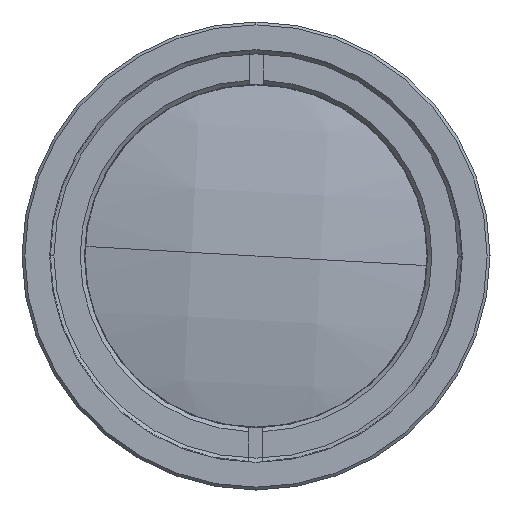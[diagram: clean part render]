
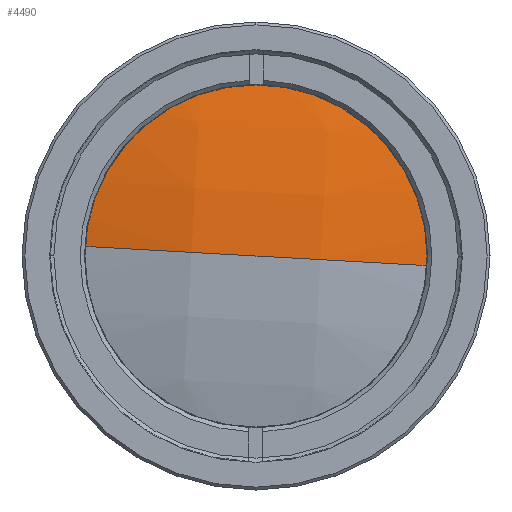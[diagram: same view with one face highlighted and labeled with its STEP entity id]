
A CAD part, left-side view. The second image highlights one B-rep face of the part: STEP entity #4490.
In plain terms, the highlighted free-form (B-spline) face has degree [3, 3] with [4, 4] control points.
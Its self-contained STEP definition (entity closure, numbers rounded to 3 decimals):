
#69 = DIRECTION ( 'NONE',  ( 0., 0.998, 0.056 ) ) ;
#415 = CARTESIAN_POINT ( 'NONE',  ( 13.838, 4.391, 4.914 ) ) ;
#894 = CARTESIAN_POINT ( 'NONE',  ( 16.834, -14.133, 8.081 ) ) ;
#1066 = CARTESIAN_POINT ( 'NONE',  ( 17.984, 12.9, 13.902 ) ) ;
#1080 = CIRCLE ( 'NONE', #5811, 52.689 ) ;
#1108 = CARTESIAN_POINT ( 'NONE',  ( 16.211, 13.479, 0.756 ) ) ;
#1146 = EDGE_CURVE ( 'NONE', #3061, #3108, #1080, .T. ) ;
#1512 = CARTESIAN_POINT ( 'NONE',  ( 16.254, 13.388, 5.207 ) ) ;
#1602 = CARTESIAN_POINT ( 'NONE',  ( 13.838, -4.913, 4.392 ) ) ;
#2075 = CARTESIAN_POINT ( 'NONE',  ( 16.834, 13.141, 9.611 ) ) ;
#2302 = DIRECTION ( 'NONE',  ( 0., 0.998, 0.056 ) ) ;
#2349 = DIRECTION ( 'NONE',  ( 0., -0.056, 0.998 ) ) ;
#2716 = DIRECTION ( 'NONE',  ( -1., 0., 0. ) ) ;
#3061 = VERTEX_POINT ( 'NONE', #1108 ) ;
#3096 = ORIENTED_EDGE ( 'NONE', *, *, #8245, .T. ) ;
#3108 = VERTEX_POINT ( 'NONE', #4473 ) ;
#3242 = CARTESIAN_POINT ( 'NONE',  ( 14.446, -5.171, 9.005 ) ) ;
#4240 = FACE_OUTER_BOUND ( 'NONE', #7061, .T. ) ;
#4278 = CARTESIAN_POINT ( 'NONE',  ( 16.211, 0., 0. ) ) ;
#4401 = CARTESIAN_POINT ( 'NONE',  ( 16.254, -13.637, -0.765 ) ) ;
#4473 = CARTESIAN_POINT ( 'NONE',  ( 16.211, -13.479, -0.756 ) ) ;
#4490 = ADVANCED_FACE ( 'NONE', ( #4240 ), #5996, .T. ) ;
#4905 = AXIS2_PLACEMENT_3D ( 'NONE', #4278, #2716, #69 ) ;
#5361 = CARTESIAN_POINT ( 'NONE',  ( 17.984, -14.374, 12.371 ) ) ;
#5811 = AXIS2_PLACEMENT_3D ( 'NONE', #7201, #2349, #2302 ) ;
#5968 = CARTESIAN_POINT ( 'NONE',  ( 13.838, -4.652, -0.261 ) ) ;
#5996 =( BOUNDED_SURFACE ( )  B_SPLINE_SURFACE ( 3, 3, ( 
 ( #7898, #1512, #2075, #1066 ),
 ( #6830, #415, #8919, #7505 ),
 ( #5968, #1602, #3242, #6015 ),
 ( #4401, #8880, #894, #5361 ) ),
 .UNSPECIFIED., .F., .F., .F. ) 
 B_SPLINE_SURFACE_WITH_KNOTS ( ( 4, 4 ),
 ( 4, 4 ),
 ( 0., 1. ),
 ( 0., 1. ),
 .UNSPECIFIED. ) 
 GEOMETRIC_REPRESENTATION_ITEM ( )  RATIONAL_B_SPLINE_SURFACE ( (
 ( 1., 0.994, 0.994, 1.),
 ( 0.977, 0.972, 0.972, 0.977),
 ( 0.977, 0.972, 0.972, 0.977),
 ( 1., 0.994, 0.994, 1.) ) ) 
 REPRESENTATION_ITEM ( '' )  SURFACE ( )  );
#6015 = CARTESIAN_POINT ( 'NONE',  ( 15.651, -5.424, 13.499 ) ) ;
#6830 = CARTESIAN_POINT ( 'NONE',  ( 13.838, 4.652, 0.261 ) ) ;
#7061 = EDGE_LOOP ( 'NONE', ( #3096, #8536 ) ) ;
#7201 = CARTESIAN_POINT ( 'NONE',  ( 67.142, 0., 0. ) ) ;
#7505 = CARTESIAN_POINT ( 'NONE',  ( 15.651, 3.88, 14.021 ) ) ;
#7898 = CARTESIAN_POINT ( 'NONE',  ( 16.254, 13.637, 0.765 ) ) ;
#8245 = EDGE_CURVE ( 'NONE', #3108, #3061, #8970, .T. ) ;
#8536 = ORIENTED_EDGE ( 'NONE', *, *, #1146, .T. ) ;
#8880 = CARTESIAN_POINT ( 'NONE',  ( 16.254, -13.886, 3.677 ) ) ;
#8919 = CARTESIAN_POINT ( 'NONE',  ( 14.446, 4.132, 9.527 ) ) ;
#8970 = CIRCLE ( 'NONE', #4905, 13.5 ) ;
